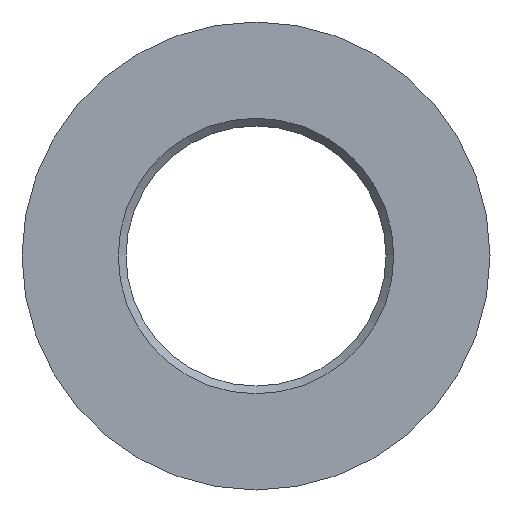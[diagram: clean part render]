
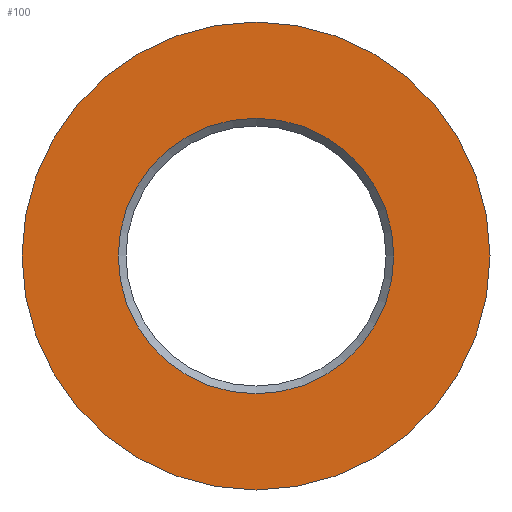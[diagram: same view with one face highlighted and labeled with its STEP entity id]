
A CAD part, left-side view. The second image highlights one B-rep face of the part: STEP entity #100.
In plain terms, the highlighted planar face has unit normal (-1, 0, 0).
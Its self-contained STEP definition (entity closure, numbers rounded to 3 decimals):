
#25=ORIENTED_EDGE('',*,*,#41,.T.);
#26=ORIENTED_EDGE('',*,*,#42,.F.);
#41=EDGE_CURVE('',#49,#49,#57,.T.);
#42=EDGE_CURVE('',#50,#50,#58,.T.);
#49=VERTEX_POINT('',#174);
#50=VERTEX_POINT('',#176);
#57=CIRCLE('',#122,5.3);
#58=CIRCLE('',#123,9.);
#65=EDGE_LOOP('',(#25));
#66=EDGE_LOOP('',(#26));
#81=FACE_BOUND('',#65,.T.);
#82=FACE_BOUND('',#66,.T.);
#97=PLANE('',#121);
#100=ADVANCED_FACE('',(#81,#82),#97,.T.);
#121=AXIS2_PLACEMENT_3D('',#172,#139,#140);
#122=AXIS2_PLACEMENT_3D('',#173,#141,#142);
#123=AXIS2_PLACEMENT_3D('',#175,#143,#144);
#139=DIRECTION('',(-1.,0.,0.));
#140=DIRECTION('',(0.,0.,1.));
#141=DIRECTION('',(1.,0.,0.));
#142=DIRECTION('',(0.,0.,-1.));
#143=DIRECTION('',(1.,0.,0.));
#144=DIRECTION('',(0.,0.,-1.));
#172=CARTESIAN_POINT('',(0.,9.,0.));
#173=CARTESIAN_POINT('',(0.,0.,0.));
#174=CARTESIAN_POINT('',(0.,0.,-5.3));
#175=CARTESIAN_POINT('',(0.,0.,0.));
#176=CARTESIAN_POINT('',(0.,0.,-9.));
